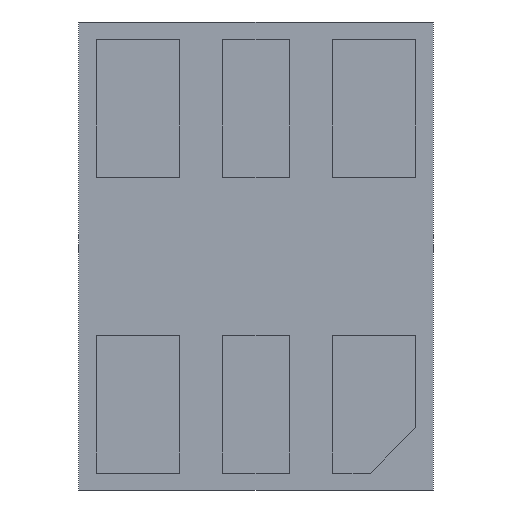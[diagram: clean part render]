
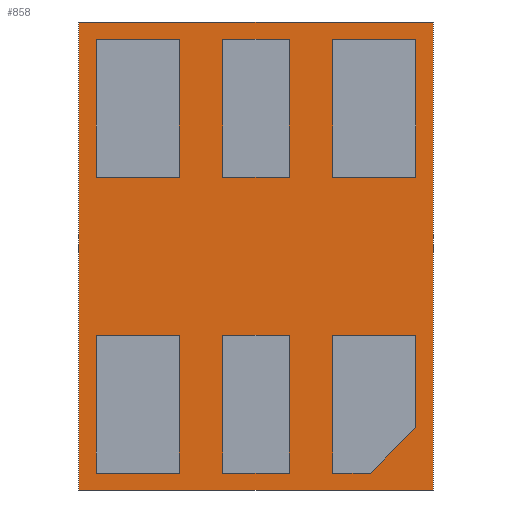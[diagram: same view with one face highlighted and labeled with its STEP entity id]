
A CAD part, front view. The second image highlights one B-rep face of the part: STEP entity #858.
In plain terms, the highlighted planar face has unit normal (0, -1, 0).
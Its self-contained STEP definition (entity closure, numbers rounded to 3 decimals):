
#17=FACE_BOUND('',#136,.T.);
#18=FACE_BOUND('',#137,.T.);
#19=FACE_BOUND('',#138,.T.);
#20=FACE_BOUND('',#139,.T.);
#21=FACE_BOUND('',#140,.T.);
#22=FACE_BOUND('',#141,.T.);
#85=FACE_OUTER_BOUND('',#135,.T.);
#135=EDGE_LOOP('',(#739,#740,#741,#742));
#136=EDGE_LOOP('',(#743,#744,#745,#746,#747));
#137=EDGE_LOOP('',(#748,#749,#750,#751));
#138=EDGE_LOOP('',(#752,#753,#754,#755));
#139=EDGE_LOOP('',(#756,#757,#758,#759));
#140=EDGE_LOOP('',(#760,#761,#762,#763));
#141=EDGE_LOOP('',(#764,#765,#766,#767));
#144=LINE('',#1161,#248);
#146=LINE('',#1165,#250);
#149=LINE('',#1172,#253);
#154=LINE('',#1180,#258);
#155=LINE('',#1182,#259);
#157=LINE('',#1188,#261);
#161=LINE('',#1196,#265);
#164=LINE('',#1202,#268);
#167=LINE('',#1207,#271);
#169=LINE('',#1213,#273);
#173=LINE('',#1221,#277);
#176=LINE('',#1227,#280);
#179=LINE('',#1232,#283);
#181=LINE('',#1238,#285);
#185=LINE('',#1246,#289);
#188=LINE('',#1252,#292);
#191=LINE('',#1257,#295);
#193=LINE('',#1263,#297);
#197=LINE('',#1271,#301);
#200=LINE('',#1277,#304);
#203=LINE('',#1282,#307);
#205=LINE('',#1288,#309);
#209=LINE('',#1296,#313);
#212=LINE('',#1302,#316);
#215=LINE('',#1307,#319);
#239=LINE('',#1378,#343);
#242=LINE('',#1383,#346);
#244=LINE('',#1387,#348);
#245=LINE('',#1389,#349);
#248=VECTOR('',#937,10.);
#250=VECTOR('',#941,10.);
#253=VECTOR('',#946,10.);
#258=VECTOR('',#953,10.);
#259=VECTOR('',#956,10.);
#261=VECTOR('',#962,10.);
#265=VECTOR('',#968,10.);
#268=VECTOR('',#973,10.);
#271=VECTOR('',#978,10.);
#273=VECTOR('',#984,10.);
#277=VECTOR('',#990,10.);
#280=VECTOR('',#995,10.);
#283=VECTOR('',#1000,10.);
#285=VECTOR('',#1006,10.);
#289=VECTOR('',#1012,10.);
#292=VECTOR('',#1017,10.);
#295=VECTOR('',#1022,10.);
#297=VECTOR('',#1028,10.);
#301=VECTOR('',#1034,10.);
#304=VECTOR('',#1039,10.);
#307=VECTOR('',#1044,10.);
#309=VECTOR('',#1050,10.);
#313=VECTOR('',#1056,10.);
#316=VECTOR('',#1061,10.);
#319=VECTOR('',#1066,10.);
#343=VECTOR('',#1136,10.);
#346=VECTOR('',#1141,10.);
#348=VECTOR('',#1145,10.);
#349=VECTOR('',#1148,10.);
#352=VERTEX_POINT('',#1158);
#353=VERTEX_POINT('',#1160);
#354=VERTEX_POINT('',#1164);
#356=VERTEX_POINT('',#1170);
#357=VERTEX_POINT('',#1171);
#360=VERTEX_POINT('',#1186);
#361=VERTEX_POINT('',#1187);
#364=VERTEX_POINT('',#1195);
#366=VERTEX_POINT('',#1201);
#368=VERTEX_POINT('',#1211);
#369=VERTEX_POINT('',#1212);
#372=VERTEX_POINT('',#1220);
#374=VERTEX_POINT('',#1226);
#376=VERTEX_POINT('',#1236);
#377=VERTEX_POINT('',#1237);
#380=VERTEX_POINT('',#1245);
#382=VERTEX_POINT('',#1251);
#384=VERTEX_POINT('',#1261);
#385=VERTEX_POINT('',#1262);
#388=VERTEX_POINT('',#1270);
#390=VERTEX_POINT('',#1276);
#392=VERTEX_POINT('',#1286);
#393=VERTEX_POINT('',#1287);
#396=VERTEX_POINT('',#1295);
#398=VERTEX_POINT('',#1301);
#422=VERTEX_POINT('',#1375);
#423=VERTEX_POINT('',#1377);
#424=VERTEX_POINT('',#1381);
#425=VERTEX_POINT('',#1385);
#428=EDGE_CURVE('',#352,#353,#144,.T.);
#430=EDGE_CURVE('',#354,#353,#146,.T.);
#433=EDGE_CURVE('',#356,#357,#149,.T.);
#438=EDGE_CURVE('',#352,#356,#154,.T.);
#439=EDGE_CURVE('',#357,#354,#155,.T.);
#441=EDGE_CURVE('',#360,#361,#157,.T.);
#445=EDGE_CURVE('',#364,#360,#161,.T.);
#448=EDGE_CURVE('',#366,#364,#164,.T.);
#451=EDGE_CURVE('',#361,#366,#167,.T.);
#453=EDGE_CURVE('',#368,#369,#169,.T.);
#457=EDGE_CURVE('',#372,#368,#173,.T.);
#460=EDGE_CURVE('',#374,#372,#176,.T.);
#463=EDGE_CURVE('',#369,#374,#179,.T.);
#465=EDGE_CURVE('',#376,#377,#181,.T.);
#469=EDGE_CURVE('',#380,#376,#185,.T.);
#472=EDGE_CURVE('',#382,#380,#188,.T.);
#475=EDGE_CURVE('',#377,#382,#191,.T.);
#477=EDGE_CURVE('',#384,#385,#193,.T.);
#481=EDGE_CURVE('',#388,#384,#197,.T.);
#484=EDGE_CURVE('',#390,#388,#200,.T.);
#487=EDGE_CURVE('',#385,#390,#203,.T.);
#489=EDGE_CURVE('',#392,#393,#205,.T.);
#493=EDGE_CURVE('',#396,#392,#209,.T.);
#496=EDGE_CURVE('',#398,#396,#212,.T.);
#499=EDGE_CURVE('',#393,#398,#215,.T.);
#533=EDGE_CURVE('',#423,#422,#239,.T.);
#536=EDGE_CURVE('',#422,#424,#242,.T.);
#538=EDGE_CURVE('',#424,#425,#244,.T.);
#539=EDGE_CURVE('',#425,#423,#245,.T.);
#739=ORIENTED_EDGE('',*,*,#533,.T.);
#740=ORIENTED_EDGE('',*,*,#536,.T.);
#741=ORIENTED_EDGE('',*,*,#538,.T.);
#742=ORIENTED_EDGE('',*,*,#539,.T.);
#743=ORIENTED_EDGE('',*,*,#433,.T.);
#744=ORIENTED_EDGE('',*,*,#439,.T.);
#745=ORIENTED_EDGE('',*,*,#430,.T.);
#746=ORIENTED_EDGE('',*,*,#428,.F.);
#747=ORIENTED_EDGE('',*,*,#438,.T.);
#748=ORIENTED_EDGE('',*,*,#441,.T.);
#749=ORIENTED_EDGE('',*,*,#451,.T.);
#750=ORIENTED_EDGE('',*,*,#448,.T.);
#751=ORIENTED_EDGE('',*,*,#445,.T.);
#752=ORIENTED_EDGE('',*,*,#453,.T.);
#753=ORIENTED_EDGE('',*,*,#463,.T.);
#754=ORIENTED_EDGE('',*,*,#460,.T.);
#755=ORIENTED_EDGE('',*,*,#457,.T.);
#756=ORIENTED_EDGE('',*,*,#465,.T.);
#757=ORIENTED_EDGE('',*,*,#475,.T.);
#758=ORIENTED_EDGE('',*,*,#472,.T.);
#759=ORIENTED_EDGE('',*,*,#469,.T.);
#760=ORIENTED_EDGE('',*,*,#477,.T.);
#761=ORIENTED_EDGE('',*,*,#487,.T.);
#762=ORIENTED_EDGE('',*,*,#484,.T.);
#763=ORIENTED_EDGE('',*,*,#481,.T.);
#764=ORIENTED_EDGE('',*,*,#489,.T.);
#765=ORIENTED_EDGE('',*,*,#499,.T.);
#766=ORIENTED_EDGE('',*,*,#496,.T.);
#767=ORIENTED_EDGE('',*,*,#493,.T.);
#810=PLANE('',#930);
#858=ADVANCED_FACE('',(#85,#17,#18,#19,#20,#21,#22),#810,.F.);
#930=AXIS2_PLACEMENT_3D('',#1391,#1151,#1152);
#937=DIRECTION('',(0.707,0.,0.707));
#941=DIRECTION('',(0.,0.,-1.));
#946=DIRECTION('',(0.,0.,1.));
#953=DIRECTION('',(-1.,0.,0.));
#956=DIRECTION('',(1.,0.,0.));
#962=DIRECTION('',(0.,0.,1.));
#968=DIRECTION('',(-1.,0.,0.));
#973=DIRECTION('',(0.,0.,-1.));
#978=DIRECTION('',(1.,0.,0.));
#984=DIRECTION('',(0.,0.,1.));
#990=DIRECTION('',(-1.,0.,0.));
#995=DIRECTION('',(0.,0.,-1.));
#1000=DIRECTION('',(1.,0.,0.));
#1006=DIRECTION('',(0.,0.,1.));
#1012=DIRECTION('',(-1.,0.,0.));
#1017=DIRECTION('',(0.,0.,-1.));
#1022=DIRECTION('',(1.,0.,0.));
#1028=DIRECTION('',(0.,0.,1.));
#1034=DIRECTION('',(-1.,0.,0.));
#1039=DIRECTION('',(0.,0.,-1.));
#1044=DIRECTION('',(1.,0.,0.));
#1050=DIRECTION('',(0.,0.,1.));
#1056=DIRECTION('',(-1.,0.,0.));
#1061=DIRECTION('',(0.,0.,-1.));
#1066=DIRECTION('',(1.,0.,0.));
#1136=DIRECTION('',(-1.,0.,0.));
#1141=DIRECTION('',(0.,0.,-1.));
#1145=DIRECTION('',(1.,0.,0.));
#1148=DIRECTION('',(0.,0.,1.));
#1151=DIRECTION('center_axis',(0.,1.,0.));
#1152=DIRECTION('ref_axis',(1.,0.,0.));
#1158=CARTESIAN_POINT('',(0.855,0.,-1.624));
#1160=CARTESIAN_POINT('',(1.195,0.,-1.284));
#1161=CARTESIAN_POINT('',(1.132,0.,-1.347));
#1164=CARTESIAN_POINT('',(1.195,0.,-0.592));
#1165=CARTESIAN_POINT('',(1.195,0.,-0.296));
#1170=CARTESIAN_POINT('',(0.573,0.,-1.624));
#1171=CARTESIAN_POINT('',(0.573,0.,-0.592));
#1172=CARTESIAN_POINT('',(0.573,0.,-0.812));
#1180=CARTESIAN_POINT('',(0.598,0.,-1.624));
#1182=CARTESIAN_POINT('',(0.287,0.,-0.592));
#1186=CARTESIAN_POINT('',(-1.195,0.,0.588));
#1187=CARTESIAN_POINT('',(-1.195,0.,1.62));
#1188=CARTESIAN_POINT('',(-1.195,0.,0.294));
#1195=CARTESIAN_POINT('',(-0.573,0.,0.588));
#1196=CARTESIAN_POINT('',(-0.287,0.,0.588));
#1201=CARTESIAN_POINT('',(-0.573,0.,1.62));
#1202=CARTESIAN_POINT('',(-0.573,0.,0.81));
#1207=CARTESIAN_POINT('',(-0.598,0.,1.62));
#1211=CARTESIAN_POINT('',(-0.25,0.,-1.624));
#1212=CARTESIAN_POINT('',(-0.25,0.,-0.592));
#1213=CARTESIAN_POINT('',(-0.25,0.,-0.812));
#1220=CARTESIAN_POINT('',(0.25,0.,-1.624));
#1221=CARTESIAN_POINT('',(0.125,0.,-1.624));
#1226=CARTESIAN_POINT('',(0.25,0.,-0.592));
#1227=CARTESIAN_POINT('',(0.25,0.,-0.296));
#1232=CARTESIAN_POINT('',(-0.125,0.,-0.592));
#1236=CARTESIAN_POINT('',(0.573,0.,0.588));
#1237=CARTESIAN_POINT('',(0.573,0.,1.62));
#1238=CARTESIAN_POINT('',(0.573,0.,0.294));
#1245=CARTESIAN_POINT('',(1.195,0.,0.588));
#1246=CARTESIAN_POINT('',(0.598,0.,0.588));
#1251=CARTESIAN_POINT('',(1.195,0.,1.62));
#1252=CARTESIAN_POINT('',(1.195,0.,0.81));
#1257=CARTESIAN_POINT('',(0.287,0.,1.62));
#1261=CARTESIAN_POINT('',(-0.25,0.,0.588));
#1262=CARTESIAN_POINT('',(-0.25,0.,1.62));
#1263=CARTESIAN_POINT('',(-0.25,0.,0.294));
#1270=CARTESIAN_POINT('',(0.25,0.,0.588));
#1271=CARTESIAN_POINT('',(0.125,0.,0.588));
#1276=CARTESIAN_POINT('',(0.25,0.,1.62));
#1277=CARTESIAN_POINT('',(0.25,0.,0.81));
#1282=CARTESIAN_POINT('',(-0.125,0.,1.62));
#1286=CARTESIAN_POINT('',(-1.195,0.,-1.624));
#1287=CARTESIAN_POINT('',(-1.195,0.,-0.592));
#1288=CARTESIAN_POINT('',(-1.195,0.,-0.812));
#1295=CARTESIAN_POINT('',(-0.573,0.,-1.624));
#1296=CARTESIAN_POINT('',(-0.287,0.,-1.624));
#1301=CARTESIAN_POINT('',(-0.573,0.,-0.592));
#1302=CARTESIAN_POINT('',(-0.573,0.,-0.296));
#1307=CARTESIAN_POINT('',(-0.598,0.,-0.592));
#1375=CARTESIAN_POINT('',(-1.325,0.,1.75));
#1377=CARTESIAN_POINT('',(1.325,0.,1.75));
#1378=CARTESIAN_POINT('',(1.325,0.,1.75));
#1381=CARTESIAN_POINT('',(-1.325,0.,-1.75));
#1383=CARTESIAN_POINT('',(-1.325,0.,1.75));
#1385=CARTESIAN_POINT('',(1.325,0.,-1.75));
#1387=CARTESIAN_POINT('',(-1.325,0.,-1.75));
#1389=CARTESIAN_POINT('',(1.325,0.,-1.75));
#1391=CARTESIAN_POINT('Origin',(0.,0.,0.));
